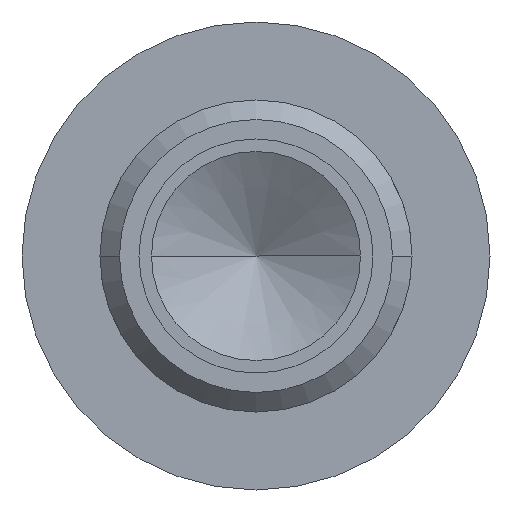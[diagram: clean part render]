
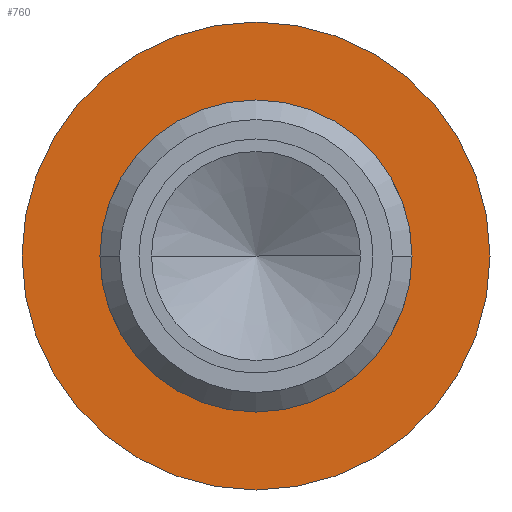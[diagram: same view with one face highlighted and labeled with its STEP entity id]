
A CAD part, left-side view. The second image highlights one B-rep face of the part: STEP entity #760.
In plain terms, the highlighted planar face has unit normal (-1, 0, 0).
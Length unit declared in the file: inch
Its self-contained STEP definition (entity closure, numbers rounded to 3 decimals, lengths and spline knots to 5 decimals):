
#137=CARTESIAN_POINT('',(1.88,0.75,0.0));
#138=VERTEX_POINT('',#137);
#147=CARTESIAN_POINT('',(1.88,-0.75,0.));
#148=VERTEX_POINT('',#147);
#149=CARTESIAN_POINT('',(1.88,0.0,0.0));
#150=DIRECTION('',(1.0,0.0,0.0));
#151=DIRECTION('',(0.0,1.0,0.0));
#152=AXIS2_PLACEMENT_3D('',#149,#150,#151);
#153=CIRCLE('',#152,0.75);
#154=EDGE_CURVE('',#138,#148,#153,.T.);
#266=CARTESIAN_POINT('',(1.88,-0.5,0.));
#267=VERTEX_POINT('',#266);
#274=CARTESIAN_POINT('',(1.88,0.5,0.0));
#275=VERTEX_POINT('',#274);
#276=CARTESIAN_POINT('',(1.88,0.0,0.0));
#277=DIRECTION('',(1.0,0.0,0.0));
#278=DIRECTION('',(0.0,1.0,0.0));
#279=AXIS2_PLACEMENT_3D('',#276,#277,#278);
#280=CIRCLE('',#279,0.5);
#281=EDGE_CURVE('',#275,#267,#280,.T.);
#708=CARTESIAN_POINT('',(1.88,0.0,0.0));
#709=DIRECTION('',(1.0,0.0,0.0));
#710=DIRECTION('',(0.0,1.0,0.0));
#711=AXIS2_PLACEMENT_3D('',#708,#709,#710);
#712=CIRCLE('',#711,0.5);
#713=EDGE_CURVE('',#267,#275,#712,.T.);
#741=CARTESIAN_POINT('',(1.88,0.625,0.0));
#742=DIRECTION('',(-1.0,0.0,0.0));
#743=DIRECTION('',(0.0,0.0,1.0));
#744=AXIS2_PLACEMENT_3D('',#741,#742,#743);
#745=PLANE('',#744);
#746=ORIENTED_EDGE('',*,*,#154,.F.);
#747=CARTESIAN_POINT('',(1.88,0.0,0.0));
#748=DIRECTION('',(1.0,0.0,0.0));
#749=DIRECTION('',(0.0,1.0,0.0));
#750=AXIS2_PLACEMENT_3D('',#747,#748,#749);
#751=CIRCLE('',#750,0.75);
#752=EDGE_CURVE('',#148,#138,#751,.T.);
#753=ORIENTED_EDGE('',*,*,#752,.F.);
#754=EDGE_LOOP('',(#746,#753));
#755=FACE_OUTER_BOUND('',#754,.T.);
#756=ORIENTED_EDGE('',*,*,#281,.T.);
#757=ORIENTED_EDGE('',*,*,#713,.T.);
#758=EDGE_LOOP('',(#756,#757));
#759=FACE_BOUND('',#758,.T.);
#760=ADVANCED_FACE('',(#755,#759),#745,.T.);
